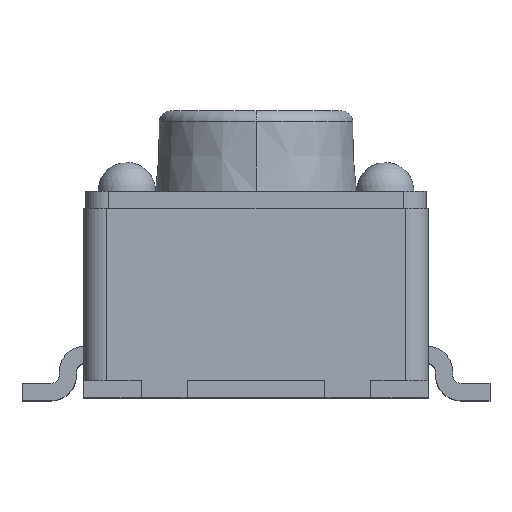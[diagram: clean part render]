
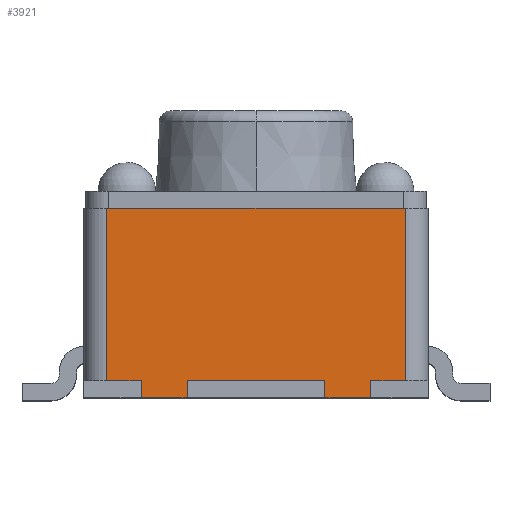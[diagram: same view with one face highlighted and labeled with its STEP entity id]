
A CAD part, top view. The second image highlights one B-rep face of the part: STEP entity #3921.
In plain terms, the highlighted planar face has unit normal (0, 0, 1).
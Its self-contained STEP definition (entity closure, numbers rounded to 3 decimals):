
#4 = VERTEX_POINT ( 'NONE', #1975 ) ;
#77 = EDGE_CURVE ( 'NONE', #2814, #2176, #1432, .T. ) ;
#79 = EDGE_CURVE ( 'NONE', #2737, #3498, #1687, .T. ) ;
#119 = CARTESIAN_POINT ( 'NONE',  ( 2.6, 3.3, 3. ) ) ;
#135 = CARTESIAN_POINT ( 'NONE',  ( -3., 3.3, 3. ) ) ;
#166 = EDGE_CURVE ( 'NONE', #439, #3498, #2348, .T. ) ;
#189 = CARTESIAN_POINT ( 'NONE',  ( 1.2, 0.3, 3. ) ) ;
#239 = VERTEX_POINT ( 'NONE', #1627 ) ;
#270 = DIRECTION ( 'NONE',  ( 0., -1., 0. ) ) ;
#390 = ORIENTED_EDGE ( 'NONE', *, *, #3332, .T. ) ;
#435 = FACE_OUTER_BOUND ( 'NONE', #1180, .T. ) ;
#439 = VERTEX_POINT ( 'NONE', #3178 ) ;
#462 = VERTEX_POINT ( 'NONE', #661 ) ;
#485 = VECTOR ( 'NONE', #3039, 1000. ) ;
#618 = DIRECTION ( 'NONE',  ( 0., -1., 0. ) ) ;
#639 = DIRECTION ( 'NONE',  ( -1., 0., 0. ) ) ;
#656 = ORIENTED_EDGE ( 'NONE', *, *, #2570, .F. ) ;
#661 = CARTESIAN_POINT ( 'NONE',  ( -1.2, 0.3, 3. ) ) ;
#763 = DIRECTION ( 'NONE',  ( 1., 0., 0. ) ) ;
#819 = CARTESIAN_POINT ( 'NONE',  ( -2., 0.3, 3. ) ) ;
#820 = ORIENTED_EDGE ( 'NONE', *, *, #77, .F. ) ;
#831 = LINE ( 'NONE', #819, #4103 ) ;
#922 = DIRECTION ( 'NONE',  ( 0., 1., 0. ) ) ;
#967 = CARTESIAN_POINT ( 'NONE',  ( 2., 0., 3. ) ) ;
#1147 = EDGE_CURVE ( 'NONE', #2378, #2176, #2721, .T. ) ;
#1163 = CARTESIAN_POINT ( 'NONE',  ( -1.2, 0., 3. ) ) ;
#1180 = EDGE_LOOP ( 'NONE', ( #1638, #2241, #3814, #2046, #2075, #820, #2245, #1679, #1275, #390, #3953, #656 ) ) ;
#1243 = VECTOR ( 'NONE', #4076, 1000. ) ;
#1269 = CARTESIAN_POINT ( 'NONE',  ( 2.6, 3.3, 3. ) ) ;
#1274 = VECTOR ( 'NONE', #270, 1000. ) ;
#1275 = ORIENTED_EDGE ( 'NONE', *, *, #3634, .T. ) ;
#1289 = VECTOR ( 'NONE', #922, 1000. ) ;
#1392 = LINE ( 'NONE', #4084, #2307 ) ;
#1405 = CARTESIAN_POINT ( 'NONE',  ( -3., 0., 3. ) ) ;
#1432 = LINE ( 'NONE', #135, #2541 ) ;
#1486 = VECTOR ( 'NONE', #3488, 1000. ) ;
#1504 = CARTESIAN_POINT ( 'NONE',  ( -1.2, 0.3, 3. ) ) ;
#1530 = VECTOR ( 'NONE', #763, 1000. ) ;
#1547 = VECTOR ( 'NONE', #2668, 1000. ) ;
#1627 = CARTESIAN_POINT ( 'NONE',  ( -2.6, 0.3, 3. ) ) ;
#1638 = ORIENTED_EDGE ( 'NONE', *, *, #3725, .T. ) ;
#1650 = CARTESIAN_POINT ( 'NONE',  ( 2., 0.3, 3. ) ) ;
#1677 = EDGE_CURVE ( 'NONE', #462, #3668, #2707, .T. ) ;
#1679 = ORIENTED_EDGE ( 'NONE', *, *, #1810, .F. ) ;
#1687 = LINE ( 'NONE', #1405, #1530 ) ;
#1750 = DIRECTION ( 'NONE',  ( 0., -1., 0. ) ) ;
#1772 = LINE ( 'NONE', #189, #485 ) ;
#1810 = EDGE_CURVE ( 'NONE', #4, #239, #3399, .T. ) ;
#1975 = CARTESIAN_POINT ( 'NONE',  ( -2., 0.3, 3. ) ) ;
#2000 = VERTEX_POINT ( 'NONE', #3445 ) ;
#2046 = ORIENTED_EDGE ( 'NONE', *, *, #3103, .F. ) ;
#2075 = ORIENTED_EDGE ( 'NONE', *, *, #1147, .T. ) ;
#2176 = VERTEX_POINT ( 'NONE', #119 ) ;
#2241 = ORIENTED_EDGE ( 'NONE', *, *, #79, .T. ) ;
#2245 = ORIENTED_EDGE ( 'NONE', *, *, #2980, .T. ) ;
#2272 = CARTESIAN_POINT ( 'NONE',  ( -3., 0.3, 3. ) ) ;
#2307 = VECTOR ( 'NONE', #639, 1000. ) ;
#2348 = LINE ( 'NONE', #1650, #1486 ) ;
#2378 = VERTEX_POINT ( 'NONE', #3221 ) ;
#2445 = CARTESIAN_POINT ( 'NONE',  ( -2.6, 3.3, 3. ) ) ;
#2463 = CARTESIAN_POINT ( 'NONE',  ( -3., 3.3, 3. ) ) ;
#2472 = DIRECTION ( 'NONE',  ( 0., 0., -1. ) ) ;
#2479 = DIRECTION ( 'NONE',  ( -1., 0., 0. ) ) ;
#2496 = AXIS2_PLACEMENT_3D ( 'NONE', #2463, #2472, #3731 ) ;
#2541 = VECTOR ( 'NONE', #2978, 1000. ) ;
#2570 = EDGE_CURVE ( 'NONE', #3549, #462, #2640, .T. ) ;
#2592 = CARTESIAN_POINT ( 'NONE',  ( 1.2, 0.3, 3. ) ) ;
#2640 = LINE ( 'NONE', #2272, #1547 ) ;
#2668 = DIRECTION ( 'NONE',  ( -1., 0., 0. ) ) ;
#2707 = LINE ( 'NONE', #1504, #1274 ) ;
#2721 = LINE ( 'NONE', #1269, #1289 ) ;
#2737 = VERTEX_POINT ( 'NONE', #3021 ) ;
#2814 = VERTEX_POINT ( 'NONE', #2445 ) ;
#2978 = DIRECTION ( 'NONE',  ( 1., 0., 0. ) ) ;
#2980 = EDGE_CURVE ( 'NONE', #2814, #239, #3317, .T. ) ;
#3021 = CARTESIAN_POINT ( 'NONE',  ( 1.2, 0., 3. ) ) ;
#3039 = DIRECTION ( 'NONE',  ( 0., -1., 0. ) ) ;
#3072 = LINE ( 'NONE', #3390, #1243 ) ;
#3103 = EDGE_CURVE ( 'NONE', #2378, #439, #1392, .T. ) ;
#3178 = CARTESIAN_POINT ( 'NONE',  ( 2., 0.3, 3. ) ) ;
#3221 = CARTESIAN_POINT ( 'NONE',  ( 2.6, 0.3, 3. ) ) ;
#3317 = LINE ( 'NONE', #3439, #3923 ) ;
#3332 = EDGE_CURVE ( 'NONE', #2000, #3668, #3072, .T. ) ;
#3390 = CARTESIAN_POINT ( 'NONE',  ( -3., 0., 3. ) ) ;
#3399 = LINE ( 'NONE', #3410, #4053 ) ;
#3410 = CARTESIAN_POINT ( 'NONE',  ( -3., 0.3, 3. ) ) ;
#3439 = CARTESIAN_POINT ( 'NONE',  ( -2.6, 3.3, 3. ) ) ;
#3445 = CARTESIAN_POINT ( 'NONE',  ( -2., 0., 3. ) ) ;
#3488 = DIRECTION ( 'NONE',  ( 0., -1., 0. ) ) ;
#3498 = VERTEX_POINT ( 'NONE', #967 ) ;
#3549 = VERTEX_POINT ( 'NONE', #2592 ) ;
#3634 = EDGE_CURVE ( 'NONE', #4, #2000, #831, .T. ) ;
#3668 = VERTEX_POINT ( 'NONE', #1163 ) ;
#3716 = PLANE ( 'NONE',  #2496 ) ;
#3725 = EDGE_CURVE ( 'NONE', #3549, #2737, #1772, .T. ) ;
#3731 = DIRECTION ( 'NONE',  ( -1., 0., 0. ) ) ;
#3814 = ORIENTED_EDGE ( 'NONE', *, *, #166, .F. ) ;
#3921 = ADVANCED_FACE ( 'NONE', ( #435 ), #3716, .F. ) ;
#3923 = VECTOR ( 'NONE', #618, 1000. ) ;
#3953 = ORIENTED_EDGE ( 'NONE', *, *, #1677, .F. ) ;
#4053 = VECTOR ( 'NONE', #2479, 1000. ) ;
#4076 = DIRECTION ( 'NONE',  ( 1., 0., 0. ) ) ;
#4084 = CARTESIAN_POINT ( 'NONE',  ( -3., 0.3, 3. ) ) ;
#4103 = VECTOR ( 'NONE', #1750, 1000. ) ;
